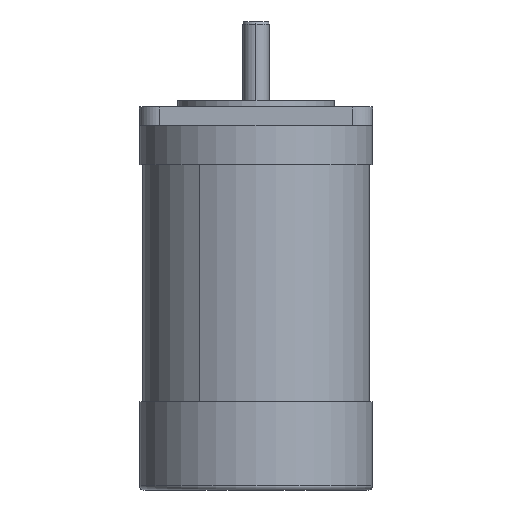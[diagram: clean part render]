
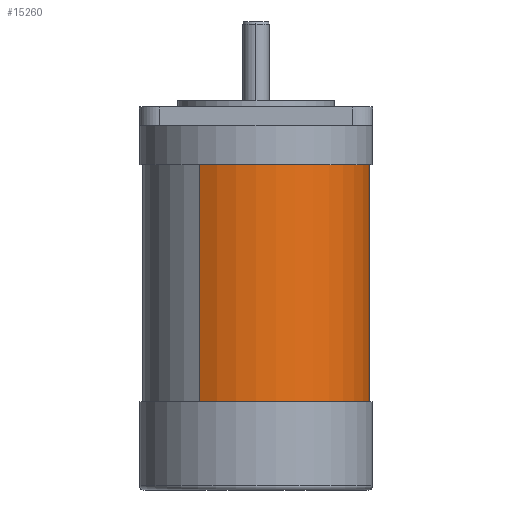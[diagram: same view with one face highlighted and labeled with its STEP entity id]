
A CAD part, front view. The second image highlights one B-rep face of the part: STEP entity #15260.
In plain terms, the highlighted cylindrical face has radius 27.5 mm (diameter 55 mm), a partial arc.
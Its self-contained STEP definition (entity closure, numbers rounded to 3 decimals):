
#2497 = EDGE_CURVE ( 'NONE', #11980, #11983, #7743, .T. ) ;
#2498 = EDGE_CURVE ( 'NONE', #11984, #11980, #7740, .T. ) ;
#2499 = EDGE_CURVE ( 'NONE', #11989, #11984, #7745, .T. ) ;
#2503 = EDGE_CURVE ( 'NONE', #11989, #11983, #7751, .T. ) ;
#2920 = AXIS2_PLACEMENT_3D ( 'NONE', #12440, #12441, #12442 ) ;
#2921 = AXIS2_PLACEMENT_3D ( 'NONE', #12443, #12444, #12445 ) ;
#3073 = AXIS2_PLACEMENT_3D ( 'NONE', #11473, #11471, #11469 ) ;
#4734 = ORIENTED_EDGE ( 'NONE', *, *, #2503, .F. ) ;
#4735 = ORIENTED_EDGE ( 'NONE', *, *, #2499, .T. ) ;
#4736 = ORIENTED_EDGE ( 'NONE', *, *, #2498, .T. ) ;
#4737 = ORIENTED_EDGE ( 'NONE', *, *, #2497, .T. ) ;
#7152 = CARTESIAN_POINT ( 'NONE',  ( 13.75, 23.816, -120.965 ) ) ;
#7155 = CARTESIAN_POINT ( 'NONE',  ( -13.75, -23.816, -120.965 ) ) ;
#7156 = CARTESIAN_POINT ( 'NONE',  ( 13.75, 23.816, -181.465 ) ) ;
#7161 = CARTESIAN_POINT ( 'NONE',  ( -13.75, -23.816, -181.465 ) ) ;
#7740 = LINE ( 'NONE', #12439, #7746 ) ;
#7743 = CIRCLE ( 'NONE', #2920, 27.5 ) ;
#7745 = CIRCLE ( 'NONE', #2921, 27.5 ) ;
#7746 = VECTOR ( 'NONE', #12434, 1000. ) ;
#7751 = LINE ( 'NONE', #12447, #7753 ) ;
#7753 = VECTOR ( 'NONE', #12446, 1000. ) ;
#8257 = FACE_OUTER_BOUND ( 'NONE', #8410, .T. ) ;
#8272 = CYLINDRICAL_SURFACE ( 'NONE', #3073, 27.5 ) ;
#8410 = EDGE_LOOP ( 'NONE', ( #4734, #4735, #4736, #4737 ) ) ;
#11469 = DIRECTION ( 'NONE',  ( 0.5, 0.866, 0. ) ) ;
#11471 = DIRECTION ( 'NONE',  ( 0., 0., 1. ) ) ;
#11473 = CARTESIAN_POINT ( 'NONE',  ( 0., 0., -121.465 ) ) ;
#11980 = VERTEX_POINT ( 'NONE', #7152 ) ;
#11983 = VERTEX_POINT ( 'NONE', #7155 ) ;
#11984 = VERTEX_POINT ( 'NONE', #7156 ) ;
#11989 = VERTEX_POINT ( 'NONE', #7161 ) ;
#12434 = DIRECTION ( 'NONE',  ( 0., 0., 1. ) ) ;
#12439 = CARTESIAN_POINT ( 'NONE',  ( 13.75, 23.816, -121.465 ) ) ;
#12440 = CARTESIAN_POINT ( 'NONE',  ( 0., 0., -120.965 ) ) ;
#12441 = DIRECTION ( 'NONE',  ( 0., 0., -1. ) ) ;
#12442 = DIRECTION ( 'NONE',  ( -0.5, -0.866, 0. ) ) ;
#12443 = CARTESIAN_POINT ( 'NONE',  ( 0., 0., -181.465 ) ) ;
#12444 = DIRECTION ( 'NONE',  ( 0., 0., 1. ) ) ;
#12445 = DIRECTION ( 'NONE',  ( 0.5, 0.866, 0. ) ) ;
#12446 = DIRECTION ( 'NONE',  ( 0., 0., 1. ) ) ;
#12447 = CARTESIAN_POINT ( 'NONE',  ( -13.75, -23.816, -121.465 ) ) ;
#15260 = ADVANCED_FACE ( 'NONE', ( #8257 ), #8272, .T. ) ;
